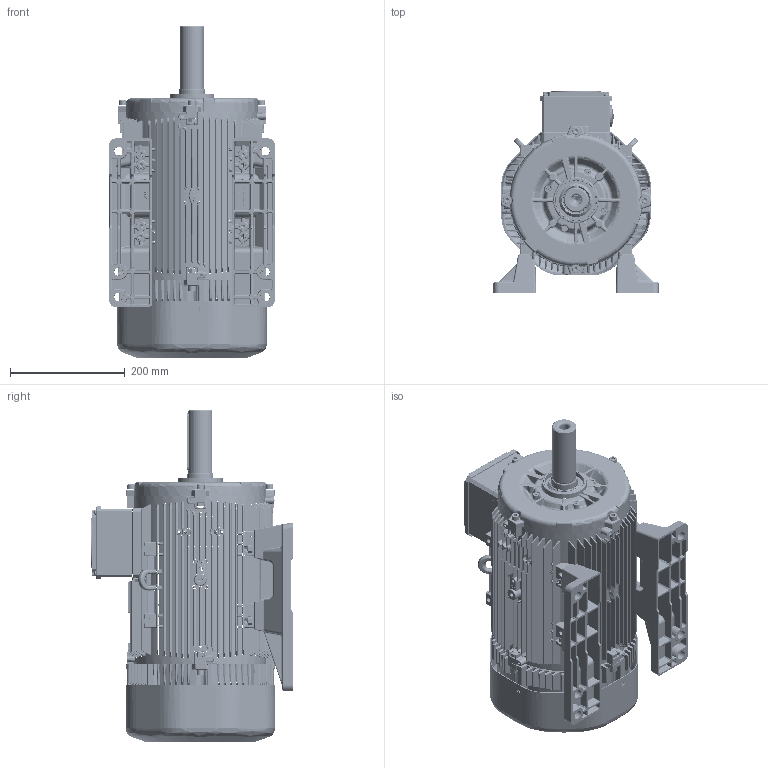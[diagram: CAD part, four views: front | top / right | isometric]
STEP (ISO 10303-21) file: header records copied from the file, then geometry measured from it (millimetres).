
FILE_DESCRIPTION(/* description */ (''),/* implementation_level */ '2;1');
FILE_NAME(/* name */ '_QHS series_ 160_B3 _DEEP COVER__stp.stp',/* time_stamp */ '2024-07-29T20:33:12+03:00',/* author */ (''),/* organization */ (''),/* preprocessor_version */ 'ST-DEVELOPER v18.102',/* originating_system */ 'SIEMENS PLM Software NX2206.8101',/* authorisation */ '');
FILE_SCHEMA (('AP203_CONFIGURATION_CONTROLLED_3D_DESIGN_OF_MECHANICAL_PARTS_AND_ASSEMBLIES_MIM_LF { 1 0 10303 403 2 1 2}'));
Products named in the file (1): _QHS series_ 160_B3 _DEEP COVER__stp_objects
Bounding box: 287.5 x 351.2 x 578 mm (x, y, z)
Surface area: 1349117 mm2 (no closed solid volume)
Topology: 0 solids, 131 shells, 8742 faces, 27344 edges, 17194 vertices
Faces by surface type: cylinder 3676, plane 2086, torus 1566, bspline 565, sphere 494, cone 355
Full cylindrical faces by diameter (mm): 4.6 x3, 8 x4, 8.477 x2, 8.478 x1, 16 x1, 17 x1, 33.6 x1, 34.2 x1, 40 x1, 41.4 x1, 42 x1, 45 x1, 62 x1, 68.667 x1, 82 x1, 86.767 x1, 230.5 x1
Entity records: 326046 total; most frequent: CARTESIAN_POINT 107451, ORIENTED_EDGE 43479, DIRECTION 41427, EDGE_CURVE 26849, VERTEX_POINT 17140, AXIS2_PLACEMENT_3D 15716, LINE 9995, VECTOR 9995
